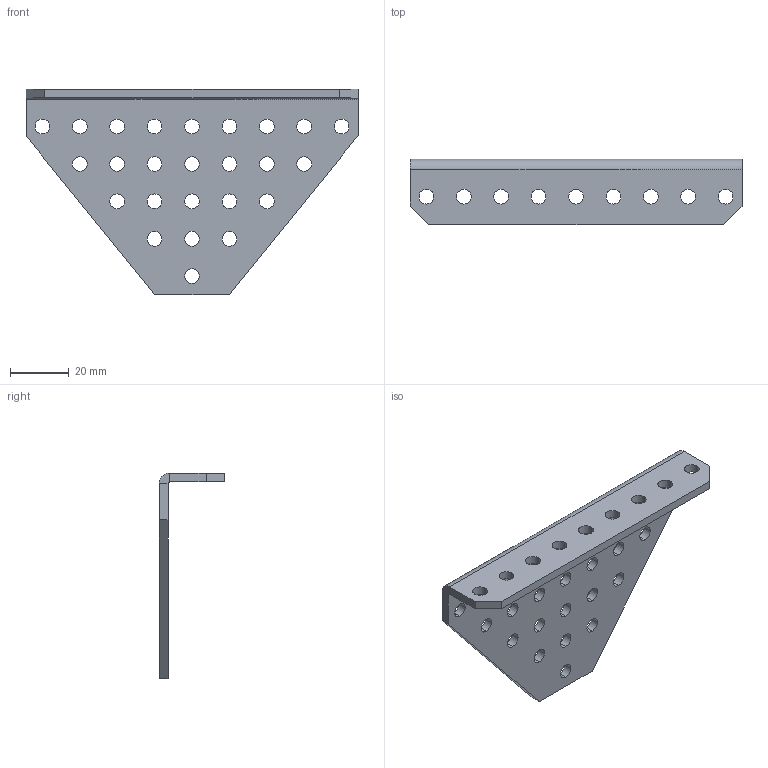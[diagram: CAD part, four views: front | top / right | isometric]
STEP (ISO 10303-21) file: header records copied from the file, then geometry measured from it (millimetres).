
FILE_DESCRIPTION (( 'STEP AP203' ), '1' );
FILE_NAME ('REV-21-2357.STEP', '2024-12-12T20:59:30', ( '' ), ( '' ), 'SwSTEP 2.0', 'SolidWorks 2022', '' );
FILE_SCHEMA (( 'CONFIG_CONTROL_DESIGN' ));
Length unit declared in the file: inch
Products named in the file (1): REV-21-2357
Bounding box: 112.71 x 22.23 x 69.85 mm (x, y, z)
Volume: 20620.7 mm3; surface area: 16363 mm2
Topology: 1 solids, 1 shells, 86 faces, 244 edges, 160 vertices
Faces by surface type: cylinder 70, plane 16
Entity records: 3079 total; most frequent: DIRECTION 558, CARTESIAN_POINT 491, ORIENTED_EDGE 488, EDGE_CURVE 244, AXIS2_PLACEMENT_3D 227, VERTEX_POINT 160, EDGE_LOOP 154, CIRCLE 140
